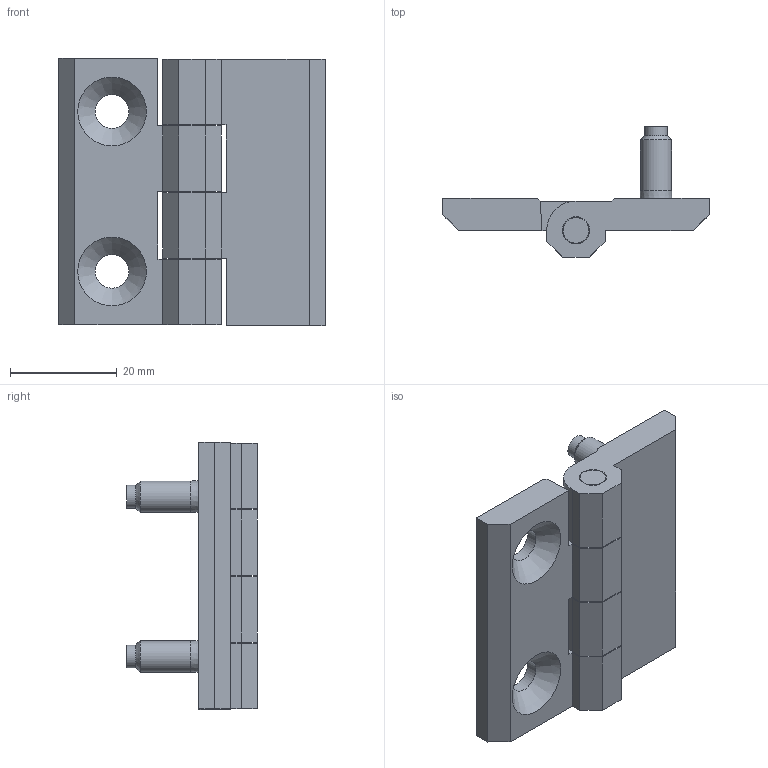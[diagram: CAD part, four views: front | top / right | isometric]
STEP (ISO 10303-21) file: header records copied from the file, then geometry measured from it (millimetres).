
FILE_DESCRIPTION(('STEP AP203'),'1');
FILE_NAME('099.1.1.2.step','2014-08-27T10:41:24',(' '),(' '),'Spatial InterOp 3D',' ',' ');
FILE_SCHEMA(('CONFIG_CONTROL_DESIGN'));
Length unit declared in the file: millimetre
Products named in the file (5): 1; 2; 3; 4; 5
Bounding box: 50 x 24.5 x 50.2 mm (x, y, z)
Volume: 14771.7 mm3; surface area: 10847.7 mm2
Topology: 5 solids, 5 shells, 273 faces, 724 edges, 475 vertices
Faces by surface type: plane 184, cylinder 71, cone 10, extrusion 8
Full cylindrical faces by diameter (mm): 4.3 x2, 5 x2, 5.1 x2, 5.85 x2, 6 x1, 6.3 x2, 8 x2, 9.8 x2
Entity records: 9118 total; most frequent: CARTESIAN_POINT 2100, DIRECTION 1432, ORIENTED_EDGE 1374, EDGE_CURVE 687, AXIS2_PLACEMENT_3D 483, VECTOR 466, VERTEX_POINT 463, LINE 458
